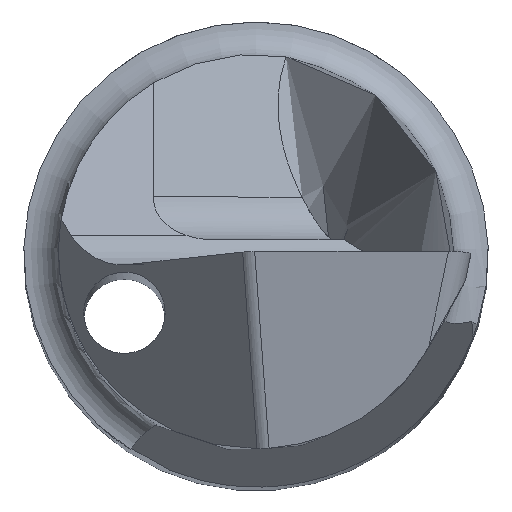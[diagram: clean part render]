
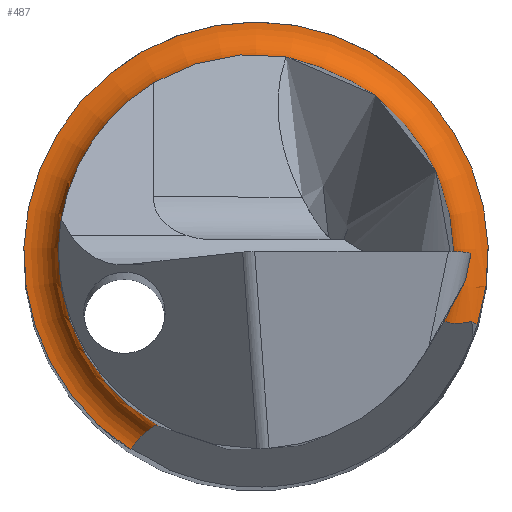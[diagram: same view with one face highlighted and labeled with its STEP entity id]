
A CAD part, top view. The second image highlights one B-rep face of the part: STEP entity #487.
In plain terms, the highlighted toroidal (fillet/blend) face has major radius 2 mm and minor radius 0.3 mm.
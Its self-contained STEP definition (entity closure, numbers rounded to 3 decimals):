
#13 = B_SPLINE_CURVE_WITH_KNOTS ( 'NONE', 3,
 ( #733, #189, #92, #1373 ),
 .UNSPECIFIED., .F., .F.,
 ( 4, 4 ),
 ( 0., 0. ),
 .UNSPECIFIED. ) ;
#48 = ORIENTED_EDGE ( 'NONE', *, *, #823, .F. ) ;
#50 = CARTESIAN_POINT ( 'NONE',  ( 0., 0., 22.1 ) ) ;
#92 = CARTESIAN_POINT ( 'NONE',  ( 1.874, -0.589, 21.802 ) ) ;
#117 = CARTESIAN_POINT ( 'NONE',  ( -0.893, -1.484, 21.945 ) ) ;
#137 = CARTESIAN_POINT ( 'NONE',  ( -0.981, -1.559, 21.834 ) ) ;
#149 = EDGE_LOOP ( 'NONE', ( #372, #420, #909, #1063, #48 ) ) ;
#160 = DIRECTION ( 'NONE',  ( 0., 0., 1. ) ) ;
#189 = CARTESIAN_POINT ( 'NONE',  ( 1.89, -0.597, 21.8 ) ) ;
#329 = CARTESIAN_POINT ( 'NONE',  ( 1.612, -0.541, 22.1 ) ) ;
#364 = EDGE_CURVE ( 'NONE', #734, #1101, #649, .T. ) ;
#372 = ORIENTED_EDGE ( 'NONE', *, *, #514, .F. ) ;
#388 = DIRECTION ( 'NONE',  ( 0., 0., 1. ) ) ;
#420 = ORIENTED_EDGE ( 'NONE', *, *, #874, .T. ) ;
#445 = CARTESIAN_POINT ( 'NONE',  ( 0., 0., 21.8 ) ) ;
#453 = CARTESIAN_POINT ( 'NONE',  ( -0.859, -1.467, 22.021 ) ) ;
#465 = DIRECTION ( 'NONE',  ( 1., 0., 0. ) ) ;
#487 = ADVANCED_FACE ( 'NONE', ( #594 ), #718, .F. ) ;
#488 = VERTEX_POINT ( 'NONE', #1178 ) ;
#514 = EDGE_CURVE ( 'NONE', #1028, #488, #13, .T. ) ;
#517 = CARTESIAN_POINT ( 'NONE',  ( 1.612, -0.541, 22.1 ) ) ;
#520 = DIRECTION ( 'NONE',  ( 1., 0., 0. ) ) ;
#575 = AXIS2_PLACEMENT_3D ( 'NONE', #50, #388, #1062 ) ;
#594 = FACE_OUTER_BOUND ( 'NONE', #149, .T. ) ;
#638 = CARTESIAN_POINT ( 'NONE',  ( 1.858, -0.58, 21.805 ) ) ;
#649 = CIRCLE ( 'NONE', #866, 1.7 ) ;
#661 = CARTESIAN_POINT ( 'NONE',  ( 1.623, -0.585, 21.959 ) ) ;
#718 = TOROIDAL_SURFACE ( 'NONE', #575, 2., 0.3 ) ;
#733 = CARTESIAN_POINT ( 'NONE',  ( 1.906, -0.605, 21.8 ) ) ;
#734 = VERTEX_POINT ( 'NONE', #329 ) ;
#735 = AXIS2_PLACEMENT_3D ( 'NONE', #445, #766, #520 ) ;
#766 = DIRECTION ( 'NONE',  ( 0., 0., 1. ) ) ;
#788 = CARTESIAN_POINT ( 'NONE',  ( 0., 0., 22.1 ) ) ;
#799 = CARTESIAN_POINT ( 'NONE',  ( -1.035, -1.616, 21.8 ) ) ;
#823 = EDGE_CURVE ( 'NONE', #488, #734, #1306, .T. ) ;
#866 = AXIS2_PLACEMENT_3D ( 'NONE', #788, #160, #465 ) ;
#874 = EDGE_CURVE ( 'NONE', #1028, #1216, #1247, .T. ) ;
#909 = ORIENTED_EDGE ( 'NONE', *, *, #1386, .F. ) ;
#934 = CARTESIAN_POINT ( 'NONE',  ( -1.084, -1.681, 21.8 ) ) ;
#944 = CARTESIAN_POINT ( 'NONE',  ( 1.906, -0.605, 21.8 ) ) ;
#966 = CARTESIAN_POINT ( 'NONE',  ( 1.788, -0.594, 21.816 ) ) ;
#1028 = VERTEX_POINT ( 'NONE', #944 ) ;
#1062 = DIRECTION ( 'NONE',  ( 1., 0., 0. ) ) ;
#1063 = ORIENTED_EDGE ( 'NONE', *, *, #364, .F. ) ;
#1076 = CARTESIAN_POINT ( 'NONE',  ( 1.719, -0.599, 21.849 ) ) ;
#1101 = VERTEX_POINT ( 'NONE', #1130 ) ;
#1112 = B_SPLINE_CURVE_WITH_KNOTS ( 'NONE', 3,
 ( #1208, #453, #117, #137, #799, #1433 ),
 .UNSPECIFIED., .F., .F.,
 ( 4, 2, 4 ),
 ( 0., 0., 0. ),
 .UNSPECIFIED. ) ;
#1130 = CARTESIAN_POINT ( 'NONE',  ( -0.843, -1.477, 22.1 ) ) ;
#1178 = CARTESIAN_POINT ( 'NONE',  ( 1.858, -0.58, 21.805 ) ) ;
#1208 = CARTESIAN_POINT ( 'NONE',  ( -0.843, -1.477, 22.1 ) ) ;
#1216 = VERTEX_POINT ( 'NONE', #934 ) ;
#1247 = CIRCLE ( 'NONE', #735, 2. ) ;
#1306 = B_SPLINE_CURVE_WITH_KNOTS ( 'NONE', 3,
 ( #638, #966, #1076, #661, #1319, #517 ),
 .UNSPECIFIED., .F., .F.,
 ( 4, 2, 4 ),
 ( 0., 0., 0. ),
 .UNSPECIFIED. ) ;
#1319 = CARTESIAN_POINT ( 'NONE',  ( 1.603, -0.566, 22.032 ) ) ;
#1373 = CARTESIAN_POINT ( 'NONE',  ( 1.858, -0.58, 21.805 ) ) ;
#1386 = EDGE_CURVE ( 'NONE', #1101, #1216, #1112, .T. ) ;
#1433 = CARTESIAN_POINT ( 'NONE',  ( -1.084, -1.681, 21.8 ) ) ;
